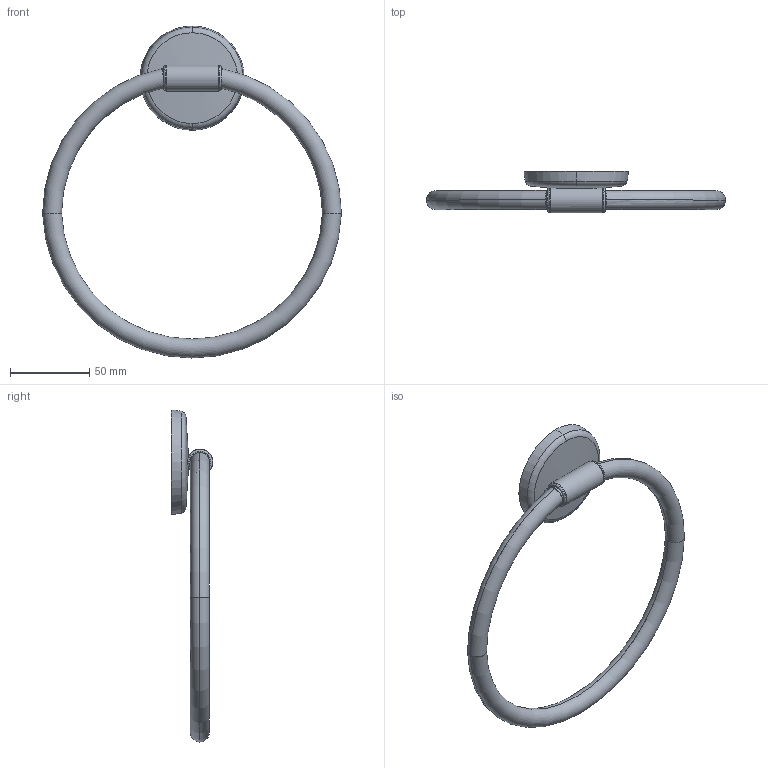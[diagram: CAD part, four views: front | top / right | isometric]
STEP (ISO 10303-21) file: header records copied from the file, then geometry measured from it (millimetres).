
FILE_DESCRIPTION((''),'2;1');
FILE_NAME('0305_WEB','2010-09-28T',('project'),(''),'PRO/ENGINEER BY PARAMETRIC TECHNOLOGY CORPORATION, 2009300','PRO/ENGINEER BY PARAMETRIC TECHNOLOGY CORPORATION, 2009300','');
FILE_SCHEMA(('CONFIG_CONTROL_DESIGN'));
Length unit declared in the file: inch
Products named in the file (1): 0305_WEB
Bounding box: 189.1 x 26.47 x 210.1 mm (x, y, z)
Volume: 49389.7 mm3; surface area: 47428.7 mm2
Topology: 1 solids, 3 shells, 65 faces, 162 edges, 106 vertices
Faces by surface type: cylinder 31, torus 18, plane 11, sphere 3, bspline 2
Entity records: 2328 total; most frequent: CARTESIAN_POINT 717, DIRECTION 350, ORIENTED_EDGE 324, AXIS2_PLACEMENT_3D 167, EDGE_CURVE 162, VERTEX_POINT 106, CIRCLE 104, EDGE_LOOP 72
